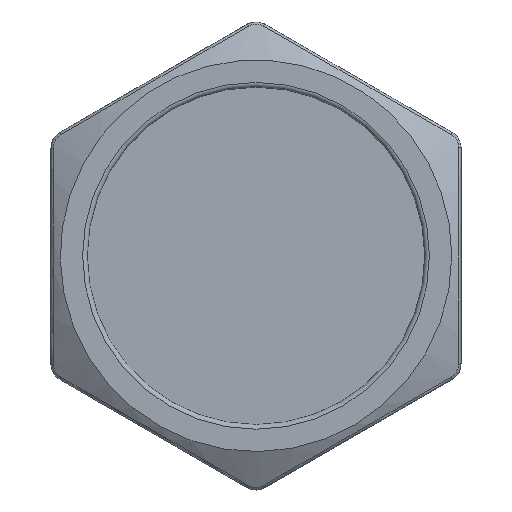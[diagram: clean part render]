
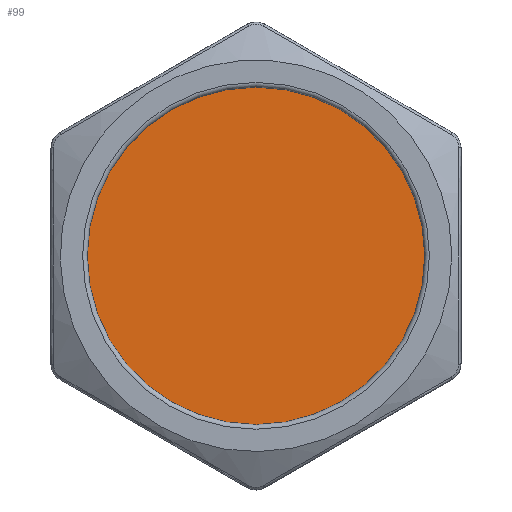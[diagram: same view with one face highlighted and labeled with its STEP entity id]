
A CAD part, top view. The second image highlights one B-rep face of the part: STEP entity #99.
In plain terms, the highlighted planar face has unit normal (0, 0, 1).
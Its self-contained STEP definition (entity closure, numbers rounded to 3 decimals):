
#99 = ADVANCED_FACE( '', ( #211 ), #212, .T. );
#211 = FACE_OUTER_BOUND( '', #1028, .T. );
#212 = PLANE( '', #1029 );
#1028 = EDGE_LOOP( '', ( #1563 ) );
#1029 = AXIS2_PLACEMENT_3D( '', #1564, #1565, #1566 );
#1563 = ORIENTED_EDGE( '', *, *, #1746, .T. );
#1564 = CARTESIAN_POINT( '', ( 0., 0., 16. ) );
#1565 = DIRECTION( '', ( 0., 0., 1. ) );
#1566 = DIRECTION( '', ( 1., 0., 0. ) );
#1746 = EDGE_CURVE( '', #1893, #1893, #1894, .T. );
#1893 = VERTEX_POINT( '', #2638 );
#1894 = CIRCLE( '', #2639, 9.05 );
#2638 = CARTESIAN_POINT( '', ( 9.05, 0., 16. ) );
#2639 = AXIS2_PLACEMENT_3D( '', #2797, #2798, #2799 );
#2797 = CARTESIAN_POINT( '', ( 0., 0., 16. ) );
#2798 = DIRECTION( '', ( 0., 0., 1. ) );
#2799 = DIRECTION( '', ( 1., 0., 0. ) );
